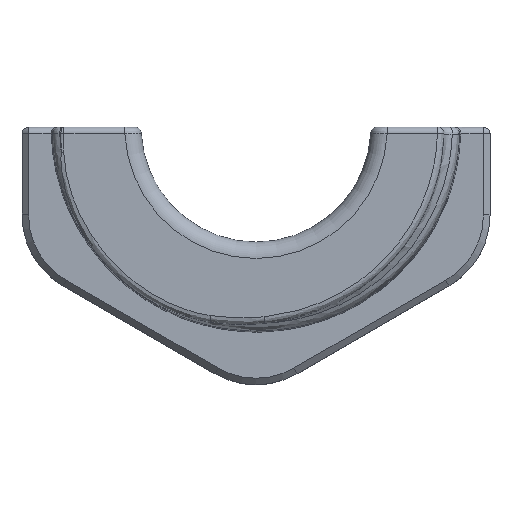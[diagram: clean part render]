
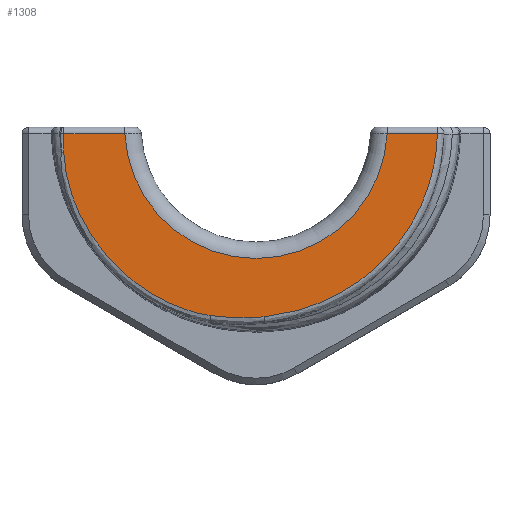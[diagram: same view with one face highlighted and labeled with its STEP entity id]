
A CAD part, top view. The second image highlights one B-rep face of the part: STEP entity #1308.
In plain terms, the highlighted planar face has unit normal (0, 0, 1).
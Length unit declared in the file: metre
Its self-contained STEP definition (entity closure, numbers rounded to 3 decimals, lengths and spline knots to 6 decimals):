
#82=B_SPLINE_CURVE_WITH_KNOTS('',3,(#1956,#1957,#1958,#1959),
 .UNSPECIFIED.,.F.,.F.,(4,4),(0.018112,0.019227),
 .UNSPECIFIED.);
#83=B_SPLINE_CURVE_WITH_KNOTS('',3,(#1961,#1962,#1963,#1964,#1965,#1966,
#1967,#1968),.UNSPECIFIED.,.F.,.F.,(4,1,1,1,1,4),(0.,
0.003637,0.007275,0.010912,0.012731,
0.01455),.UNSPECIFIED.);
#84=B_SPLINE_CURVE_WITH_KNOTS('',3,(#1970,#1971,#1972,#1973),
 .UNSPECIFIED.,.F.,.F.,(4,4),(0.,0.003234),.UNSPECIFIED.);
#85=B_SPLINE_CURVE_WITH_KNOTS('',3,(#1975,#1976,#1977,#1978,#1979,#1980,
#1981),.UNSPECIFIED.,.F.,.F.,(4,1,1,1,4),(0.,0.004226,0.008452,
0.012678,0.016904),.UNSPECIFIED.);
#176=CIRCLE('',#1429,0.008);
#269=ORIENTED_EDGE('',*,*,#682,.T.);
#270=ORIENTED_EDGE('',*,*,#683,.T.);
#271=ORIENTED_EDGE('',*,*,#684,.T.);
#272=ORIENTED_EDGE('',*,*,#685,.T.);
#273=ORIENTED_EDGE('',*,*,#686,.T.);
#274=ORIENTED_EDGE('',*,*,#687,.T.);
#275=ORIENTED_EDGE('',*,*,#688,.T.);
#682=EDGE_CURVE('',#888,#889,#176,.F.);
#683=EDGE_CURVE('',#889,#890,#986,.T.);
#684=EDGE_CURVE('',#890,#891,#82,.T.);
#685=EDGE_CURVE('',#891,#892,#83,.T.);
#686=EDGE_CURVE('',#892,#893,#84,.T.);
#687=EDGE_CURVE('',#893,#894,#85,.T.);
#688=EDGE_CURVE('',#894,#888,#987,.T.);
#888=VERTEX_POINT('',#1952);
#889=VERTEX_POINT('',#1953);
#890=VERTEX_POINT('',#1955);
#891=VERTEX_POINT('',#1960);
#892=VERTEX_POINT('',#1969);
#893=VERTEX_POINT('',#1974);
#894=VERTEX_POINT('',#1982);
#986=LINE('',#1954,#1052);
#987=LINE('',#1983,#1053);
#1052=VECTOR('',#1600,1.);
#1053=VECTOR('',#1601,1.);
#1101=EDGE_LOOP('',(#269,#270,#271,#272,#273,#274,#275));
#1194=FACE_BOUND('',#1101,.T.);
#1286=PLANE('',#1428);
#1308=ADVANCED_FACE('',(#1194),#1286,.T.);
#1428=AXIS2_PLACEMENT_3D('',#1950,#1596,#1597);
#1429=AXIS2_PLACEMENT_3D('',#1951,#1598,#1599);
#1596=DIRECTION('',(0.,0.,1.));
#1597=DIRECTION('',(0.866,-0.5,0.));
#1598=DIRECTION('',(0.,0.,1.));
#1599=DIRECTION('',(0.866,-0.5,0.));
#1600=DIRECTION('',(-1.,0.,0.));
#1601=DIRECTION('',(-1.,0.,0.));
#1950=CARTESIAN_POINT('',(0.,0.,0.013));
#1951=CARTESIAN_POINT('',(0.,0.,0.013));
#1952=CARTESIAN_POINT('',(0.00799,-0.0004,0.013));
#1953=CARTESIAN_POINT('',(-0.00799,-0.0004,0.013));
#1954=CARTESIAN_POINT('',(0.,-0.0004,0.013));
#1955=CARTESIAN_POINT('',(-0.011702,-0.0004,0.013));
#1956=CARTESIAN_POINT('',(-0.011702,-0.0004,0.013));
#1957=CARTESIAN_POINT('',(-0.011719,-0.000774,0.013));
#1958=CARTESIAN_POINT('',(-0.011721,-0.001148,0.013));
#1959=CARTESIAN_POINT('',(-0.011709,-0.001522,0.013));
#1960=CARTESIAN_POINT('',(-0.011709,-0.001522,0.013));
#1961=CARTESIAN_POINT('',(-0.011709,-0.001522,0.013));
#1962=CARTESIAN_POINT('',(-0.011672,-0.002735,0.013));
#1963=CARTESIAN_POINT('',(-0.011026,-0.005106,0.013));
#1964=CARTESIAN_POINT('',(-0.00906,-0.008161,0.013));
#1965=CARTESIAN_POINT('',(-0.006691,-0.01007,0.013));
#1966=CARTESIAN_POINT('',(-0.004507,-0.011083,0.013));
#1967=CARTESIAN_POINT('',(-0.003339,-0.011404,0.013));
#1968=CARTESIAN_POINT('',(-0.002737,-0.011486,0.013));
#1969=CARTESIAN_POINT('',(-0.002737,-0.011486,0.013));
#1970=CARTESIAN_POINT('',(-0.002737,-0.011486,0.013));
#1971=CARTESIAN_POINT('',(-0.001669,-0.011632,0.013));
#1972=CARTESIAN_POINT('',(-0.000585,-0.011663,0.013));
#1973=CARTESIAN_POINT('',(0.000488,-0.011555,0.013));
#1974=CARTESIAN_POINT('',(0.000488,-0.011555,0.013));
#1975=CARTESIAN_POINT('',(0.000488,-0.011555,0.013));
#1976=CARTESIAN_POINT('',(0.001892,-0.011413,0.013));
#1977=CARTESIAN_POINT('',(0.00462,-0.010652,0.013));
#1978=CARTESIAN_POINT('',(0.008079,-0.008156,0.013));
#1979=CARTESIAN_POINT('',(0.010416,-0.004579,0.013));
#1980=CARTESIAN_POINT('',(0.011012,-0.001811,0.013));
#1981=CARTESIAN_POINT('',(0.011045,-0.0004,0.013));
#1982=CARTESIAN_POINT('',(0.011045,-0.0004,0.013));
#1983=CARTESIAN_POINT('',(0.,-0.0004,0.013));
